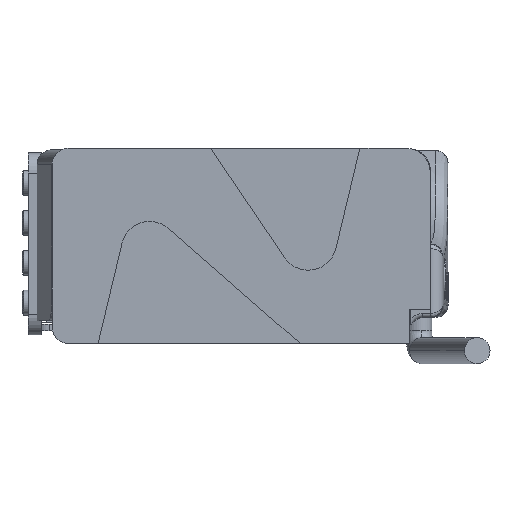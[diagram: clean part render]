
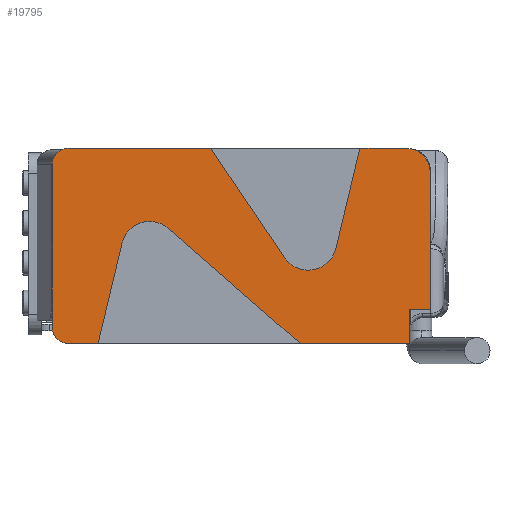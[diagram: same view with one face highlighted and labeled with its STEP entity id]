
A CAD part, left-side view. The second image highlights one B-rep face of the part: STEP entity #19795.
In plain terms, the highlighted planar face has unit normal (-1, 0, 0).
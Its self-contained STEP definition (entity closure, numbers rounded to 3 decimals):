
#127 = CARTESIAN_POINT ( 'NONE',  ( -27.1, -28.5, 2.5 ) ) ;
#561 = DIRECTION ( 'NONE',  ( 0., 1., 0. ) ) ;
#573 = LINE ( 'NONE', #32400, #11079 ) ;
#698 = DIRECTION ( 'NONE',  ( 0., -1., 0. ) ) ;
#710 = VERTEX_POINT ( 'NONE', #15526 ) ;
#763 = LINE ( 'NONE', #20740, #31288 ) ;
#1329 = DIRECTION ( 'NONE',  ( 0., 0., -1. ) ) ;
#1661 = AXIS2_PLACEMENT_3D ( 'NONE', #40464, #16587, #44493 ) ;
#1890 = VERTEX_POINT ( 'NONE', #24518 ) ;
#2029 = EDGE_CURVE ( 'NONE', #19944, #30451, #41413, .T. ) ;
#2388 = ORIENTED_EDGE ( 'NONE', *, *, #25495, .F. ) ;
#2438 = DIRECTION ( 'NONE',  ( 0., 1., 0. ) ) ;
#2450 = CARTESIAN_POINT ( 'NONE',  ( -27.1, -31., 2.5 ) ) ;
#2800 = CARTESIAN_POINT ( 'NONE',  ( -27.1, -28.5, 4.2 ) ) ;
#3157 = VERTEX_POINT ( 'NONE', #16326 ) ;
#3195 = VERTEX_POINT ( 'NONE', #20511 ) ;
#3509 = EDGE_LOOP ( 'NONE', ( #18450, #44240, #8554, #32991, #28356, #21377, #9085, #33065, #32765, #46991, #25677, #3963, #49877, #28391, #2388, #19760, #21720 ) ) ;
#3552 = EDGE_CURVE ( 'NONE', #14705, #1890, #29870, .T. ) ;
#3963 = ORIENTED_EDGE ( 'NONE', *, *, #49798, .T. ) ;
#4076 = DIRECTION ( 'NONE',  ( 0., 0., -1. ) ) ;
#5088 = EDGE_CURVE ( 'NONE', #51530, #1890, #26315, .T. ) ;
#6318 = VECTOR ( 'NONE', #4076, 1000. ) ;
#6536 = CIRCLE ( 'NONE', #1661, 3.5 ) ;
#8169 = LINE ( 'NONE', #2450, #18813 ) ;
#8554 = ORIENTED_EDGE ( 'NONE', *, *, #19498, .F. ) ;
#9064 = LINE ( 'NONE', #40857, #23395 ) ;
#9085 = ORIENTED_EDGE ( 'NONE', *, *, #34548, .F. ) ;
#9279 = EDGE_CURVE ( 'NONE', #30378, #28002, #24286, .T. ) ;
#9999 = AXIS2_PLACEMENT_3D ( 'NONE', #48283, #24401, #561 ) ;
#10165 = CARTESIAN_POINT ( 'NONE',  ( -27.1, 9.844, 0. ) ) ;
#10325 = EDGE_CURVE ( 'NONE', #30378, #49666, #9064, .T. ) ;
#10474 = VECTOR ( 'NONE', #698, 1000. ) ;
#11079 = VECTOR ( 'NONE', #27687, 1000. ) ;
#11417 = CARTESIAN_POINT ( 'NONE',  ( -27.1, 13.5, 24. ) ) ;
#11844 = VERTEX_POINT ( 'NONE', #46873 ) ;
#12978 = VERTEX_POINT ( 'NONE', #41767 ) ;
#13134 = CARTESIAN_POINT ( 'NONE',  ( -27.1, 15.5, 2.5 ) ) ;
#13284 = VERTEX_POINT ( 'NONE', #48882 ) ;
#13631 = CARTESIAN_POINT ( 'NONE',  ( -27.1, 15.5, 0. ) ) ;
#13658 = VECTOR ( 'NONE', #37544, 1000. ) ;
#14090 = EDGE_CURVE ( 'NONE', #3157, #30451, #24294, .T. ) ;
#14705 = VERTEX_POINT ( 'NONE', #31349 ) ;
#15454 = DIRECTION ( 'NONE',  ( -1., 0., 0. ) ) ;
#15526 = CARTESIAN_POINT ( 'NONE',  ( -27.1, -4., 24. ) ) ;
#16029 = CARTESIAN_POINT ( 'NONE',  ( -27.1, -28., 21. ) ) ;
#16090 = CARTESIAN_POINT ( 'NONE',  ( -27.1, -31., 21. ) ) ;
#16326 = CARTESIAN_POINT ( 'NONE',  ( -27.1, 13.5, 0. ) ) ;
#16587 = DIRECTION ( 'NONE',  ( -1., 0., 0. ) ) ;
#16692 = CARTESIAN_POINT ( 'NONE',  ( -27.1, 15.5, 24. ) ) ;
#16751 = CIRCLE ( 'NONE', #38442, 2. ) ;
#17234 = CARTESIAN_POINT ( 'NONE',  ( -27.1, 1.199, 14.137 ) ) ;
#17634 = CARTESIAN_POINT ( 'NONE',  ( -27.1, -13.101, 10.54 ) ) ;
#18150 = EDGE_CURVE ( 'NONE', #47331, #3195, #16751, .T. ) ;
#18311 = VECTOR ( 'NONE', #43560, 1000. ) ;
#18450 = ORIENTED_EDGE ( 'NONE', *, *, #36403, .F. ) ;
#18813 = VECTOR ( 'NONE', #34336, 1000. ) ;
#18816 = CARTESIAN_POINT ( 'NONE',  ( -27.1, 9.844, 0. ) ) ;
#19498 = EDGE_CURVE ( 'NONE', #51530, #11844, #8169, .T. ) ;
#19760 = ORIENTED_EDGE ( 'NONE', *, *, #9279, .F. ) ;
#19795 = ADVANCED_FACE ( 'NONE', ( #28102 ), #28233, .F. ) ;
#19859 = LINE ( 'NONE', #48428, #10474 ) ;
#19944 = VERTEX_POINT ( 'NONE', #25426 ) ;
#20038 = DIRECTION ( 'NONE',  ( 0., 1., 0. ) ) ;
#20511 = CARTESIAN_POINT ( 'NONE',  ( -27.1, 15.5, 22. ) ) ;
#20740 = CARTESIAN_POINT ( 'NONE',  ( -27.1, -19.404, 11.687 ) ) ;
#21377 = ORIENTED_EDGE ( 'NONE', *, *, #42022, .F. ) ;
#21720 = ORIENTED_EDGE ( 'NONE', *, *, #10325, .T. ) ;
#22616 = EDGE_CURVE ( 'NONE', #710, #40172, #50122, .T. ) ;
#23365 = CARTESIAN_POINT ( 'NONE',  ( -27.1, 3.5, 11.5 ) ) ;
#23395 = VECTOR ( 'NONE', #48895, 1000. ) ;
#23834 = VECTOR ( 'NONE', #1329, 1000. ) ;
#24162 = AXIS2_PLACEMENT_3D ( 'NONE', #16029, #43943, #20038 ) ;
#24286 = LINE ( 'NONE', #17234, #34882 ) ;
#24294 = LINE ( 'NONE', #13631, #13658 ) ;
#24401 = DIRECTION ( 'NONE',  ( 1., 0., 0. ) ) ;
#24518 = CARTESIAN_POINT ( 'NONE',  ( -27.1, -28., 24. ) ) ;
#24693 = AXIS2_PLACEMENT_3D ( 'NONE', #23365, #51303, #27405 ) ;
#25426 = CARTESIAN_POINT ( 'NONE',  ( -27.1, 6.904, 12.313 ) ) ;
#25495 = EDGE_CURVE ( 'NONE', #28002, #19944, #45356, .T. ) ;
#25677 = ORIENTED_EDGE ( 'NONE', *, *, #39608, .T. ) ;
#26276 = CARTESIAN_POINT ( 'NONE',  ( -27.1, -28.5, 0. ) ) ;
#26280 = LINE ( 'NONE', #127, #6318 ) ;
#26294 = CARTESIAN_POINT ( 'NONE',  ( -27.1, -15., 0. ) ) ;
#26315 = CIRCLE ( 'NONE', #24162, 3. ) ;
#26325 = DIRECTION ( 'NONE',  ( -1., 0., 0. ) ) ;
#26715 = CIRCLE ( 'NONE', #50470, 2. ) ;
#27044 = VECTOR ( 'NONE', #34042, 1000. ) ;
#27405 = DIRECTION ( 'NONE',  ( 0., -1., 0. ) ) ;
#27687 = DIRECTION ( 'NONE',  ( 0., -1., 0. ) ) ;
#28002 = VERTEX_POINT ( 'NONE', #28526 ) ;
#28102 = FACE_OUTER_BOUND ( 'NONE', #3509, .T. ) ;
#28233 = PLANE ( 'NONE',  #9999 ) ;
#28356 = ORIENTED_EDGE ( 'NONE', *, *, #3552, .F. ) ;
#28391 = ORIENTED_EDGE ( 'NONE', *, *, #2029, .F. ) ;
#28526 = CARTESIAN_POINT ( 'NONE',  ( -27.1, 1.199, 14.137 ) ) ;
#28709 = DIRECTION ( 'NONE',  ( 0., -1., 0. ) ) ;
#29870 = LINE ( 'NONE', #16692, #49860 ) ;
#30006 = VERTEX_POINT ( 'NONE', #2800 ) ;
#30378 = VERTEX_POINT ( 'NONE', #26294 ) ;
#30451 = VERTEX_POINT ( 'NONE', #18816 ) ;
#31288 = VECTOR ( 'NONE', #48640, 1000. ) ;
#31349 = CARTESIAN_POINT ( 'NONE',  ( -27.1, -22.344, 24. ) ) ;
#32400 = CARTESIAN_POINT ( 'NONE',  ( -27.1, 15.5, 24. ) ) ;
#32765 = ORIENTED_EDGE ( 'NONE', *, *, #37407, .F. ) ;
#32991 = ORIENTED_EDGE ( 'NONE', *, *, #5088, .T. ) ;
#33065 = ORIENTED_EDGE ( 'NONE', *, *, #22616, .F. ) ;
#33647 = EDGE_CURVE ( 'NONE', #30006, #11844, #19859, .T. ) ;
#34042 = DIRECTION ( 'NONE',  ( 0., 0.232, -0.973 ) ) ;
#34336 = DIRECTION ( 'NONE',  ( 0., 0., -1. ) ) ;
#34440 = LINE ( 'NONE', #13134, #23834 ) ;
#34548 = EDGE_CURVE ( 'NONE', #40172, #12978, #6536, .T. ) ;
#34882 = VECTOR ( 'NONE', #41092, 1000. ) ;
#36403 = EDGE_CURVE ( 'NONE', #30006, #49666, #26280, .T. ) ;
#37407 = EDGE_CURVE ( 'NONE', #47331, #710, #573, .T. ) ;
#37544 = DIRECTION ( 'NONE',  ( 0., -1., 0. ) ) ;
#38442 = AXIS2_PLACEMENT_3D ( 'NONE', #50213, #26325, #2438 ) ;
#39341 = CARTESIAN_POINT ( 'NONE',  ( -27.1, 13.5, 2. ) ) ;
#39559 = CARTESIAN_POINT ( 'NONE',  ( -27.1, -4., 24. ) ) ;
#39608 = EDGE_CURVE ( 'NONE', #3195, #13284, #34440, .T. ) ;
#40172 = VERTEX_POINT ( 'NONE', #17634 ) ;
#40464 = CARTESIAN_POINT ( 'NONE',  ( -27.1, -16., 12.5 ) ) ;
#40857 = CARTESIAN_POINT ( 'NONE',  ( -27.1, 15.5, 0. ) ) ;
#41092 = DIRECTION ( 'NONE',  ( 0., 0.753, 0.658 ) ) ;
#41413 = LINE ( 'NONE', #10165, #27044 ) ;
#41767 = CARTESIAN_POINT ( 'NONE',  ( -27.1, -19.404, 11.687 ) ) ;
#42022 = EDGE_CURVE ( 'NONE', #12978, #14705, #763, .T. ) ;
#43357 = DIRECTION ( 'NONE',  ( 0., 1., 0. ) ) ;
#43560 = DIRECTION ( 'NONE',  ( 0., -0.56, -0.828 ) ) ;
#43943 = DIRECTION ( 'NONE',  ( -1., 0., 0. ) ) ;
#44240 = ORIENTED_EDGE ( 'NONE', *, *, #33647, .T. ) ;
#44493 = DIRECTION ( 'NONE',  ( 0., 1., 0. ) ) ;
#45356 = CIRCLE ( 'NONE', #24693, 3.5 ) ;
#46873 = CARTESIAN_POINT ( 'NONE',  ( -27.1, -31., 4.2 ) ) ;
#46991 = ORIENTED_EDGE ( 'NONE', *, *, #18150, .T. ) ;
#47331 = VERTEX_POINT ( 'NONE', #11417 ) ;
#48283 = CARTESIAN_POINT ( 'NONE',  ( -27.1, 15.5, 2.5 ) ) ;
#48428 = CARTESIAN_POINT ( 'NONE',  ( -27.1, 15.5, 4.2 ) ) ;
#48640 = DIRECTION ( 'NONE',  ( 0., -0.232, 0.973 ) ) ;
#48882 = CARTESIAN_POINT ( 'NONE',  ( -27.1, 15.5, 2. ) ) ;
#48895 = DIRECTION ( 'NONE',  ( 0., -1., 0. ) ) ;
#49666 = VERTEX_POINT ( 'NONE', #26276 ) ;
#49798 = EDGE_CURVE ( 'NONE', #13284, #3157, #26715, .T. ) ;
#49860 = VECTOR ( 'NONE', #28709, 1000. ) ;
#49877 = ORIENTED_EDGE ( 'NONE', *, *, #14090, .T. ) ;
#50122 = LINE ( 'NONE', #39559, #18311 ) ;
#50213 = CARTESIAN_POINT ( 'NONE',  ( -27.1, 13.5, 22. ) ) ;
#50470 = AXIS2_PLACEMENT_3D ( 'NONE', #39341, #15454, #43357 ) ;
#51303 = DIRECTION ( 'NONE',  ( -1., 0., 0. ) ) ;
#51530 = VERTEX_POINT ( 'NONE', #16090 ) ;
